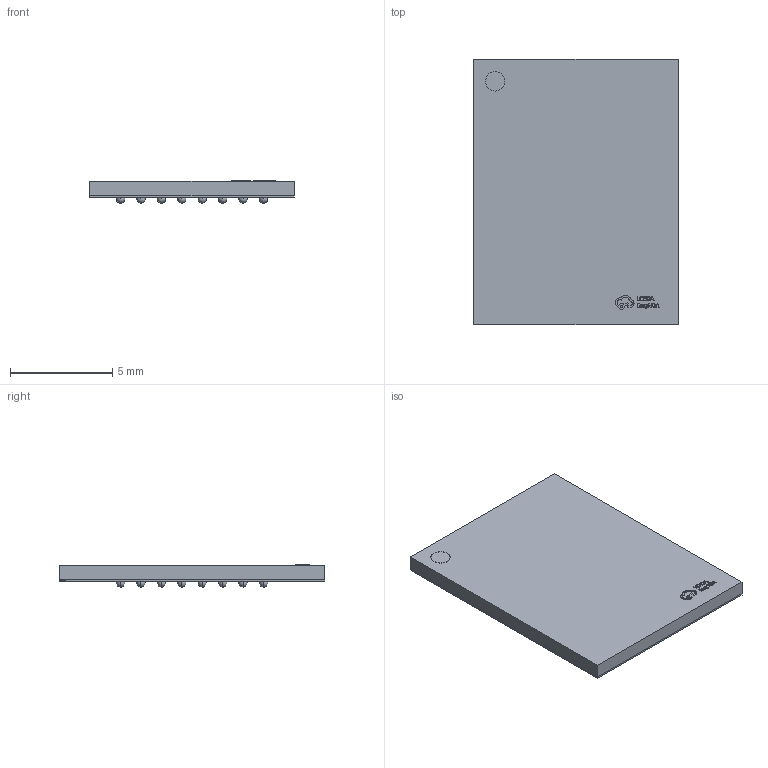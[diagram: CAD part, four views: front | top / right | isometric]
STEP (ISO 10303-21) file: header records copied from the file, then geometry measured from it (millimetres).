
FILE_DESCRIPTION (( 'STEP AP214' ), '1' );
FILE_NAME ('BGA-64_L13.0-W10.0-R8-C8-P1.00-TL-1.step', '2022-06-22T14:05:18', ( '' ), ( '' ), 'SwSTEP 2.0', 'SolidWorks 2020', '' );
FILE_SCHEMA (( 'AUTOMOTIVE_DESIGN' ));
Length unit declared in the file: millimetre
Products named in the file (1): BGA-64_L13.0-W10.0-R8-C8-P1.00-TL-1
Bounding box: 10 x 13 x 1.09 mm (x, y, z)
Volume: 103.7 mm3; surface area: 589.9 mm2
Topology: 66 solids, 66 shells, 428 faces, 1255 edges, 858 vertices
Faces by surface type: plane 186, sphere 128, bspline 112, cylinder 2
Entity records: 18394 total; most frequent: CARTESIAN_POINT 4134, ORIENTED_EDGE 1870, DIRECTION 1473, EDGE_CURVE 935, VERTEX_POINT 666, LINE 575, VECTOR 575, UNCERTAINTY_MEASURE_WITH_UNIT 496
